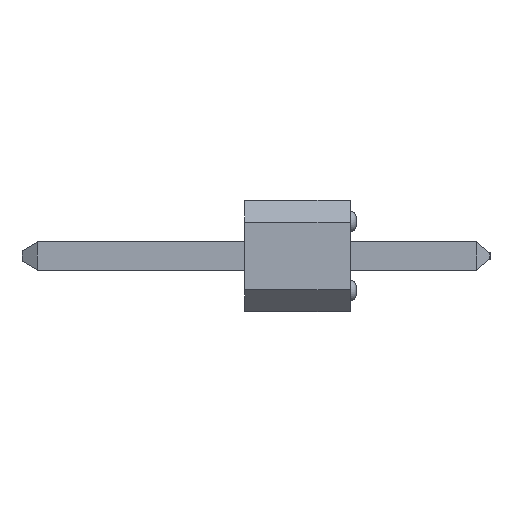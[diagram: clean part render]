
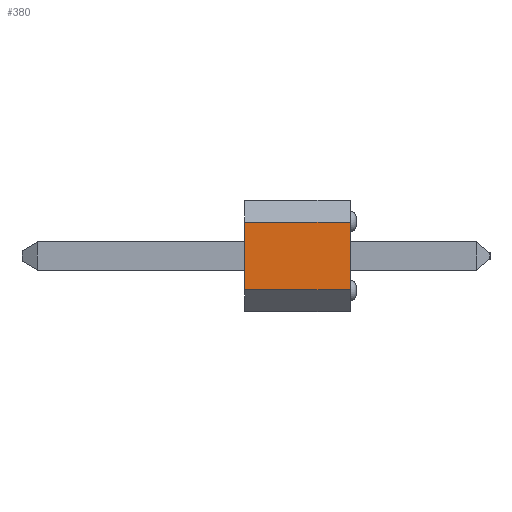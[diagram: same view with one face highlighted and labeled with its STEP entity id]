
A CAD part, left-side view. The second image highlights one B-rep face of the part: STEP entity #380.
In plain terms, the highlighted planar face has unit normal (-1, 0, 0).
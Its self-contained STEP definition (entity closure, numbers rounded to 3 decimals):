
#9 = CARTESIAN_POINT ( 'NONE',  ( -1.27, 2.4, -1.27 ) ) ;
#50 = EDGE_CURVE ( 'NONE', #769, #227, #358, .T. ) ;
#102 = DIRECTION ( 'NONE',  ( 1., 0., 0. ) ) ;
#104 = VECTOR ( 'NONE', #522, 1000. ) ;
#106 = DIRECTION ( 'NONE',  ( 0., 0., -1. ) ) ;
#174 = LINE ( 'NONE', #703, #104 ) ;
#190 = ORIENTED_EDGE ( 'NONE', *, *, #50, .T. ) ;
#197 = ORIENTED_EDGE ( 'NONE', *, *, #221, .T. ) ;
#221 = EDGE_CURVE ( 'NONE', #227, #1074, #780, .T. ) ;
#222 = AXIS2_PLACEMENT_3D ( 'NONE', #9, #102, #106 ) ;
#227 = VERTEX_POINT ( 'NONE', #949 ) ;
#347 = VECTOR ( 'NONE', #1007, 1000. ) ;
#358 = LINE ( 'NONE', #995, #562 ) ;
#380 = ADVANCED_FACE ( 'NONE', ( #868 ), #852, .F. ) ;
#441 = VERTEX_POINT ( 'NONE', #611 ) ;
#467 = EDGE_CURVE ( 'NONE', #1074, #441, #174, .T. ) ;
#481 = ORIENTED_EDGE ( 'NONE', *, *, #467, .T. ) ;
#482 = EDGE_CURVE ( 'NONE', #769, #441, #567, .T. ) ;
#522 = DIRECTION ( 'NONE',  ( 0., 1., 0. ) ) ;
#562 = VECTOR ( 'NONE', #931, 1000. ) ;
#567 = LINE ( 'NONE', #855, #763 ) ;
#611 = CARTESIAN_POINT ( 'NONE',  ( -1.27, 2.4, 0.77 ) ) ;
#614 = CARTESIAN_POINT ( 'NONE',  ( -1.27, 2.4, -0.77 ) ) ;
#703 = CARTESIAN_POINT ( 'NONE',  ( -1.27, 2.4, 0.77 ) ) ;
#729 = EDGE_LOOP ( 'NONE', ( #870, #190, #197, #481 ) ) ;
#736 = CARTESIAN_POINT ( 'NONE',  ( -1.27, 0., 0.77 ) ) ;
#763 = VECTOR ( 'NONE', #886, 1000. ) ;
#769 = VERTEX_POINT ( 'NONE', #614 ) ;
#780 = LINE ( 'NONE', #936, #347 ) ;
#852 = PLANE ( 'NONE',  #222 ) ;
#855 = CARTESIAN_POINT ( 'NONE',  ( -1.27, 2.4, -1.27 ) ) ;
#868 = FACE_OUTER_BOUND ( 'NONE', #729, .T. ) ;
#870 = ORIENTED_EDGE ( 'NONE', *, *, #482, .F. ) ;
#886 = DIRECTION ( 'NONE',  ( 0., 0., 1. ) ) ;
#931 = DIRECTION ( 'NONE',  ( 0., -1., 0. ) ) ;
#936 = CARTESIAN_POINT ( 'NONE',  ( -1.27, 0., -1.27 ) ) ;
#949 = CARTESIAN_POINT ( 'NONE',  ( -1.27, 0., -0.77 ) ) ;
#995 = CARTESIAN_POINT ( 'NONE',  ( -1.27, 2.4, -0.77 ) ) ;
#1007 = DIRECTION ( 'NONE',  ( 0., 0., 1. ) ) ;
#1074 = VERTEX_POINT ( 'NONE', #736 ) ;
